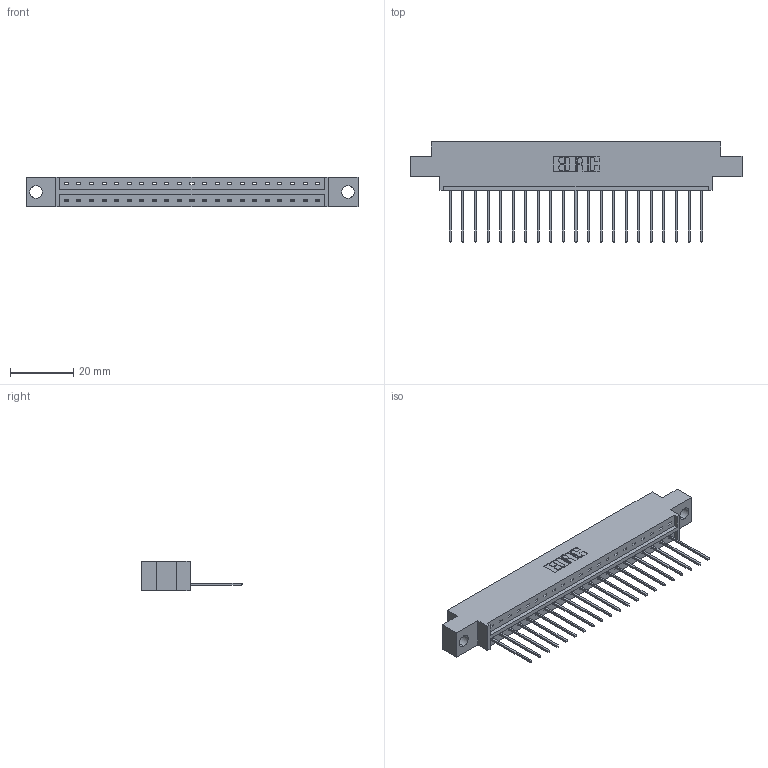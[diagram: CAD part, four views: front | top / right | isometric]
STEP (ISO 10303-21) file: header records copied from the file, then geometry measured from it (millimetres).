
FILE_DESCRIPTION (( 'STEP AP203' ), '1' );
FILE_NAME ('333-021-542-604.STEP', '2018-08-02T01:15:48', ( '' ), ( '' ), 'SwSTEP 2.0', 'SolidWorks 2016', '' );
FILE_SCHEMA (( 'CONFIG_CONTROL_DESIGN' ));
Length unit declared in the file: inch
Products named in the file (3): 333 Part_Offset - .156 Dia - TH; 345-292-001_345-293-142; 333-021-542-604
Assembly tree (22 placements, depth 2):
  333-021-542-604
    333 Part_Offset - .156 Dia - TH
    345-292-001_345-293-142  x21
Bounding box: 104.75 x 31.63 x 9.4 mm (x, y, z)
Volume: 10091.2 mm3; surface area: 11082.1 mm2
Topology: 22 solids, 22 shells, 1336 faces, 4019 edges, 2650 vertices
Faces by surface type: plane 956, cylinder 380
Entity records: 15707 total; most frequent: CARTESIAN_POINT 2721, ORIENTED_EDGE 2678, DIRECTION 2337, EDGE_CURVE 1339, VECTOR 1211, LINE 1211, VERTEX_POINT 890, AXIS2_PLACEMENT_3D 563
